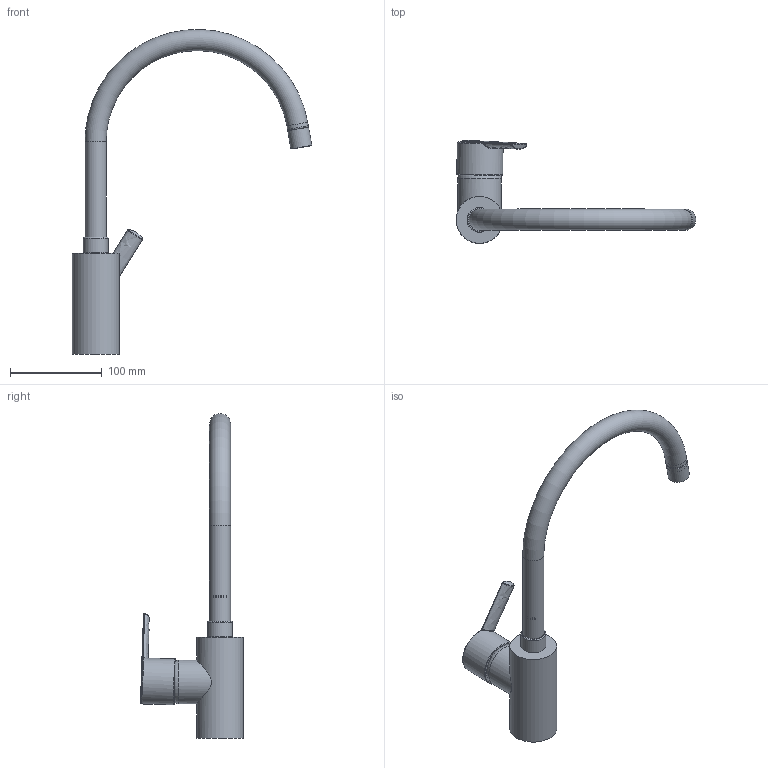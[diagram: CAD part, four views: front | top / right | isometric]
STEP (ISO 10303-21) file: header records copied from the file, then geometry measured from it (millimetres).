
FILE_DESCRIPTION(/* description */ ('Unknown'),/* implementation_level */ '2;1');
FILE_NAME(/* name */ '32670002',/* time_stamp */ '2022-09-08T19:24:43+02:00',/* author */ ('Unknown'),/* organization */ ('GROHE AG'),/* preprocessor_version */ 'ST-DEVELOPER v16.7',/* originating_system */ 'DEX',/* authorisation */ $);
FILE_SCHEMA (('AUTOMOTIVE_DESIGN {1 0 10303 214 3 1 1}'));
Length unit declared in the file: millimetre
Products named in the file (8): 32670002; 32670002_0; 32670002_1; 32670002_2; 32670002_3; 32670002_4; 32670002_5
Assembly tree (7 placements, depth 2):
  32670002
    32670002
    32670002_0
    32670002_1
    32670002_2
    32670002_3
    32670002_4
    32670002_5
Bounding box: 260.65 x 112.01 x 353.46 mm (x, y, z)
Volume: 571100.1 mm3; surface area: 92647.6 mm2
Topology: 7 solids, 10 shells, 637 faces, 1866 edges, 1189 vertices
Faces by surface type: plane 499, cylinder 88, bspline 20, cone 14, torus 10, sphere 6
Full cylindrical faces by diameter (mm): 1.039 x1, 1.5 x1, 2.4 x1, 4.3 x1, 5.5 x1, 10.5 x1, 11.489 x1, 12.5 x2, 13 x1, 13.905 x1, 14 x1, 17 x1, 17.773 x1, 18 x1, 18.1 x1, 18.911 x1, 20 x1, 20.05 x1, 20.5 x1, 20.95 x1, 21 x1, 21.5 x2, 22 x1, 23 x3, 23.15 x1, 27 x1, 43 x1, 47.5 x1, 50 x1, 51 x1
Entity records: 21642 total; most frequent: CARTESIAN_POINT 4571, ORIENTED_EDGE 3578, DIRECTION 3483, EDGE_CURVE 1789, AXIS2_PLACEMENT_3D 1204, VERTEX_POINT 1170, LINE 1075, VECTOR 1075
